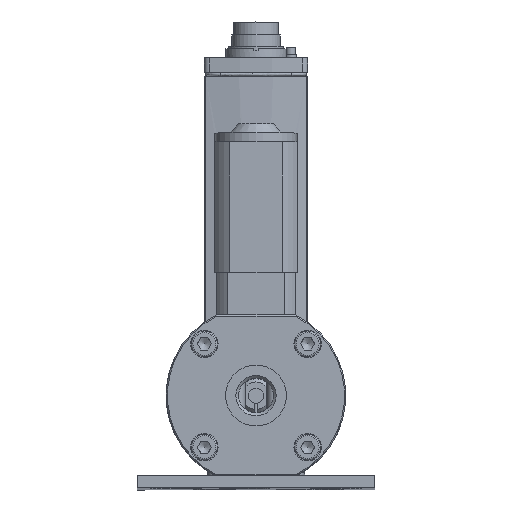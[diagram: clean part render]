
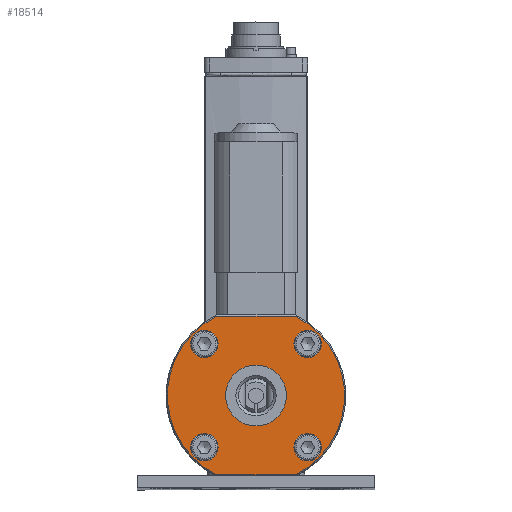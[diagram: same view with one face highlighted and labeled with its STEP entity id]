
A CAD part, top view. The second image highlights one B-rep face of the part: STEP entity #18514.
In plain terms, the highlighted planar face has unit normal (0, 0, 1).
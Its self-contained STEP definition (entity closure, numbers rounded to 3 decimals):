
#1383=LINE('',#31334,#2658);
#1384=LINE('',#31338,#2659);
#2658=VECTOR('',#23256,10.);
#2659=VECTOR('',#23259,10.);
#3754=FACE_BOUND('',#5438,.T.);
#3755=FACE_BOUND('',#5439,.T.);
#3756=FACE_BOUND('',#5440,.T.);
#3757=FACE_BOUND('',#5441,.T.);
#3758=FACE_BOUND('',#5442,.T.);
#4278=FACE_OUTER_BOUND('',#5437,.T.);
#5437=EDGE_LOOP('',(#13300,#13301,#13302,#13303));
#5438=EDGE_LOOP('',(#13304));
#5439=EDGE_LOOP('',(#13305));
#5440=EDGE_LOOP('',(#13306));
#5441=EDGE_LOOP('',(#13307));
#5442=EDGE_LOOP('',(#13308));
#6529=CIRCLE('',#19940,4.5);
#6532=CIRCLE('',#19945,4.5);
#6535=CIRCLE('',#19950,4.5);
#6538=CIRCLE('',#19955,4.5);
#6581=CIRCLE('',#20035,29.1);
#6582=CIRCLE('',#20036,29.1);
#6583=CIRCLE('',#20037,10.);
#7647=VERTEX_POINT('',#30963);
#7650=VERTEX_POINT('',#30972);
#7653=VERTEX_POINT('',#30981);
#7656=VERTEX_POINT('',#30990);
#7711=VERTEX_POINT('',#31332);
#7712=VERTEX_POINT('',#31333);
#7713=VERTEX_POINT('',#31335);
#7714=VERTEX_POINT('',#31337);
#7715=VERTEX_POINT('',#31340);
#9688=EDGE_CURVE('',#7647,#7647,#6529,.T.);
#9692=EDGE_CURVE('',#7650,#7650,#6532,.T.);
#9696=EDGE_CURVE('',#7653,#7653,#6535,.T.);
#9700=EDGE_CURVE('',#7656,#7656,#6538,.T.);
#9782=EDGE_CURVE('',#7711,#7712,#1383,.T.);
#9783=EDGE_CURVE('',#7713,#7711,#6581,.T.);
#9784=EDGE_CURVE('',#7714,#7713,#1384,.T.);
#9785=EDGE_CURVE('',#7712,#7714,#6582,.T.);
#9786=EDGE_CURVE('',#7715,#7715,#6583,.T.);
#13300=ORIENTED_EDGE('',*,*,#9782,.F.);
#13301=ORIENTED_EDGE('',*,*,#9783,.F.);
#13302=ORIENTED_EDGE('',*,*,#9784,.F.);
#13303=ORIENTED_EDGE('',*,*,#9785,.F.);
#13304=ORIENTED_EDGE('',*,*,#9786,.T.);
#13305=ORIENTED_EDGE('',*,*,#9688,.T.);
#13306=ORIENTED_EDGE('',*,*,#9692,.T.);
#13307=ORIENTED_EDGE('',*,*,#9696,.T.);
#13308=ORIENTED_EDGE('',*,*,#9700,.T.);
#16883=PLANE('',#20034);
#18514=ADVANCED_FACE('',(#4278,#3754,#3755,#3756,#3757,#3758),#16883,.T.);
#19940=AXIS2_PLACEMENT_3D('',#30965,#23035,#23036);
#19945=AXIS2_PLACEMENT_3D('',#30974,#23046,#23047);
#19950=AXIS2_PLACEMENT_3D('',#30983,#23057,#23058);
#19955=AXIS2_PLACEMENT_3D('',#30992,#23068,#23069);
#20034=AXIS2_PLACEMENT_3D('',#31331,#23254,#23255);
#20035=AXIS2_PLACEMENT_3D('',#31336,#23257,#23258);
#20036=AXIS2_PLACEMENT_3D('',#31339,#23260,#23261);
#20037=AXIS2_PLACEMENT_3D('',#31341,#23262,#23263);
#23035=DIRECTION('center_axis',(0.,0.,
-1.));
#23036=DIRECTION('ref_axis',(1.,0.,0.));
#23046=DIRECTION('center_axis',(0.,0.,
-1.));
#23047=DIRECTION('ref_axis',(1.,0.,0.));
#23057=DIRECTION('center_axis',(0.,0.,
-1.));
#23058=DIRECTION('ref_axis',(1.,0.,0.));
#23068=DIRECTION('center_axis',(0.,0.,
-1.));
#23069=DIRECTION('ref_axis',(1.,0.,0.));
#23254=DIRECTION('center_axis',(0.,0.,
1.));
#23255=DIRECTION('ref_axis',(1.,0.,0.));
#23256=DIRECTION('',(-1.,0.,0.));
#23257=DIRECTION('center_axis',(0.,0.,
-1.));
#23258=DIRECTION('ref_axis',(1.,0.,0.));
#23259=DIRECTION('',(1.,0.,0.));
#23260=DIRECTION('center_axis',(0.,0.,
-1.));
#23261=DIRECTION('ref_axis',(-1.,0.,0.));
#23262=DIRECTION('center_axis',(0.,0.,
-1.));
#23263=DIRECTION('ref_axis',(1.,0.,0.));
#30963=CARTESIAN_POINT('',(12.471,7.671,134.3));
#30965=CARTESIAN_POINT('Origin',(16.971,7.671,134.3));
#30972=CARTESIAN_POINT('',(-21.471,-26.271,134.3));
#30974=CARTESIAN_POINT('Origin',(-16.971,-26.271,134.3));
#30981=CARTESIAN_POINT('',(-21.471,7.671,134.3));
#30983=CARTESIAN_POINT('Origin',(-16.971,7.671,134.3));
#30990=CARTESIAN_POINT('',(12.471,-26.271,134.3));
#30992=CARTESIAN_POINT('Origin',(16.971,-26.271,134.3));
#31331=CARTESIAN_POINT('Origin',(0.,-9.3,
134.3));
#31332=CARTESIAN_POINT('',(12.869,-35.4,134.3));
#31333=CARTESIAN_POINT('',(-12.869,-35.4,134.3));
#31334=CARTESIAN_POINT('',(6.481,-35.4,134.3));
#31335=CARTESIAN_POINT('',(12.869,16.8,134.3));
#31336=CARTESIAN_POINT('Origin',(0.,-9.3,
134.3));
#31337=CARTESIAN_POINT('',(-12.869,16.8,134.3));
#31338=CARTESIAN_POINT('',(-6.481,16.8,134.3));
#31339=CARTESIAN_POINT('Origin',(0.,-9.3,
134.3));
#31340=CARTESIAN_POINT('',(-10.,-9.3,134.3));
#31341=CARTESIAN_POINT('Origin',(0.,-9.3,
134.3));
